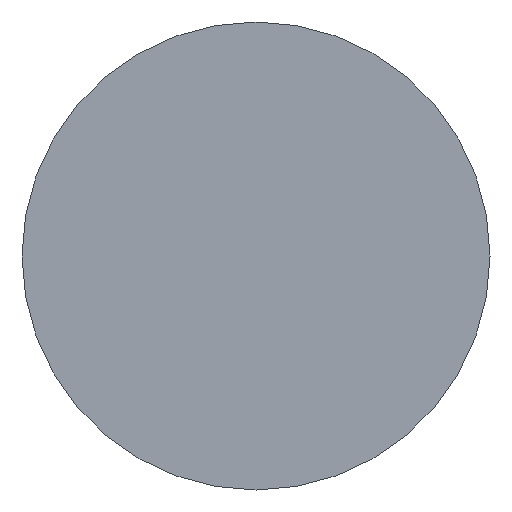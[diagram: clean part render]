
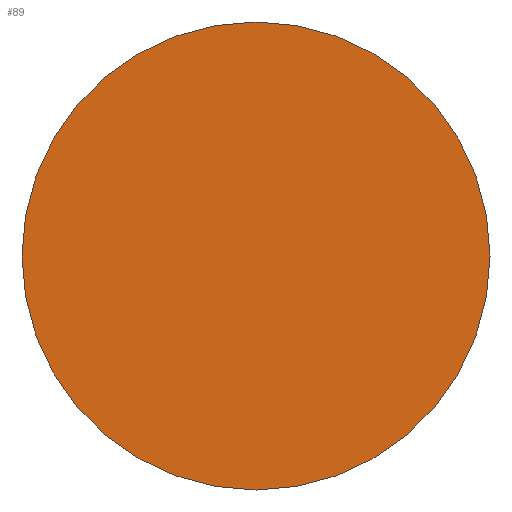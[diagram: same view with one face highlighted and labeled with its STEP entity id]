
A CAD part, left-side view. The second image highlights one B-rep face of the part: STEP entity #89.
In plain terms, the highlighted planar face has unit normal (-1, 0, 0).
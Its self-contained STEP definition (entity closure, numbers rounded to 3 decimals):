
#42=CARTESIAN_POINT('',(-11.177,0.0,-28.838));
#43=VERTEX_POINT('',#42);
#51=CARTESIAN_POINT('',(-11.177,0.0,28.838));
#52=VERTEX_POINT('',#51);
#59=CARTESIAN_POINT('',(-11.177,0.0,0.0));
#60=DIRECTION('',(-1.0,-0.0,-0.0));
#61=DIRECTION('',(0.0,0.0,-1.0));
#62=AXIS2_PLACEMENT_3D('',#59,#60,#61);
#63=CIRCLE('',#62,28.838);
#64=EDGE_CURVE('n� 103',#43,#52,#63,.T.);
#74=ORIENTED_EDGE('',*,*,#64,.T.);
#75=CARTESIAN_POINT('',(-11.177,0.0,0.0));
#76=DIRECTION('',(-1.0,-0.0,-0.0));
#77=DIRECTION('',(0.0,0.0,-1.0));
#78=AXIS2_PLACEMENT_3D('',#75,#76,#77);
#79=CIRCLE('',#78,28.838);
#80=EDGE_CURVE('n� 112',#52,#43,#79,.T.);
#81=ORIENTED_EDGE('',*,*,#80,.T.);
#82=EDGE_LOOP('',(#74,#81));
#83=FACE_OUTER_BOUND('',#82,.T.);
#84=CARTESIAN_POINT('',(-11.177,21.49,0.0));
#85=DIRECTION('',(1.0,0.0,0.0));
#86=DIRECTION('',(0.0,0.0,-1.0));
#87=AXIS2_PLACEMENT_3D('',#84,#85,#86);
#88=PLANE('',#87);
#89=ADVANCED_FACE('n� 105',(#83),#88,.F.);
